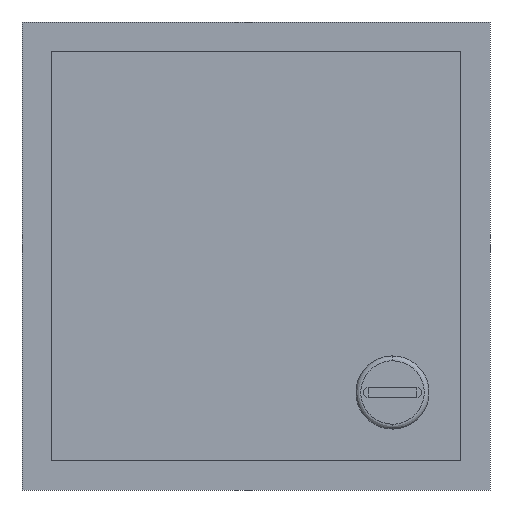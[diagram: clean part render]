
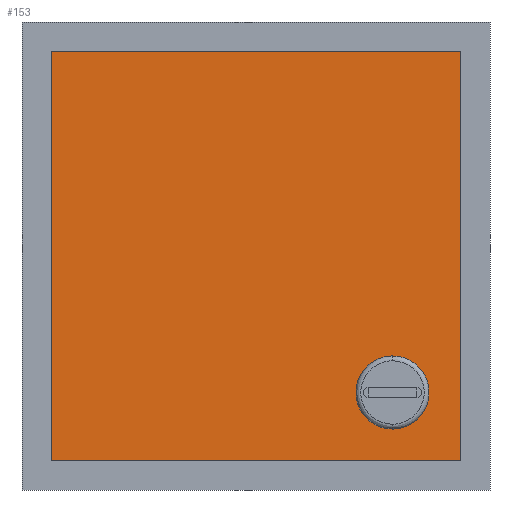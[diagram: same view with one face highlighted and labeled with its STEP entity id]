
A CAD part, front view. The second image highlights one B-rep face of the part: STEP entity #153.
In plain terms, the highlighted planar face has unit normal (0, -1, 0).
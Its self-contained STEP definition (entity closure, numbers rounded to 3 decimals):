
#153=ADVANCED_FACE('',(#286),#1941,.T.);
#286=FACE_OUTER_BOUND('',#425,.T.);
#425=EDGE_LOOP('',(#894,#895,#896,#897));
#894=ORIENTED_EDGE('',*,*,#1280,.F.);
#895=ORIENTED_EDGE('',*,*,#1277,.F.);
#896=ORIENTED_EDGE('',*,*,#1274,.F.);
#897=ORIENTED_EDGE('',*,*,#1270,.F.);
#1270=EDGE_CURVE('',#1798,#1799,#1524,.T.);
#1274=EDGE_CURVE('',#1799,#1802,#1528,.T.);
#1277=EDGE_CURVE('',#1802,#1804,#1531,.T.);
#1280=EDGE_CURVE('',#1804,#1798,#1534,.T.);
#1524=B_SPLINE_CURVE_WITH_KNOTS('',1,(#3072,#3073),.UNSPECIFIED.,.F.,.F.,
(2,2),(0.,46.),.UNSPECIFIED.);
#1528=B_SPLINE_CURVE_WITH_KNOTS('',1,(#3080,#3081),.UNSPECIFIED.,.F.,.F.,
(2,2),(46.,92.),.UNSPECIFIED.);
#1531=B_SPLINE_CURVE_WITH_KNOTS('',1,(#3086,#3087),.UNSPECIFIED.,.F.,.F.,
(2,2),(92.,138.),.UNSPECIFIED.);
#1534=B_SPLINE_CURVE_WITH_KNOTS('',1,(#3092,#3093),.UNSPECIFIED.,.F.,.F.,
(2,2),(138.,184.),.UNSPECIFIED.);
#1798=VERTEX_POINT('',#3044);
#1799=VERTEX_POINT('',#3045);
#1802=VERTEX_POINT('',#3048);
#1804=VERTEX_POINT('',#3050);
#1941=PLANE('',#2094);
#2094=AXIS2_PLACEMENT_3D('',#3038,#2198,$);
#2198=DIRECTION('',(0.,-1.,0.));
#3038=CARTESIAN_POINT('',(1.,0.25,1.));
#3044=CARTESIAN_POINT('',(1.,0.25,1.));
#3045=CARTESIAN_POINT('',(1.,0.25,47.));
#3048=CARTESIAN_POINT('',(47.,0.25,47.));
#3050=CARTESIAN_POINT('',(47.,0.25,1.));
#3072=CARTESIAN_POINT('',(1.,0.25,1.));
#3073=CARTESIAN_POINT('',(1.,0.25,47.));
#3080=CARTESIAN_POINT('',(1.,0.25,47.));
#3081=CARTESIAN_POINT('',(47.,0.25,47.));
#3086=CARTESIAN_POINT('',(47.,0.25,47.));
#3087=CARTESIAN_POINT('',(47.,0.25,1.));
#3092=CARTESIAN_POINT('',(47.,0.25,1.));
#3093=CARTESIAN_POINT('',(1.,0.25,1.));
